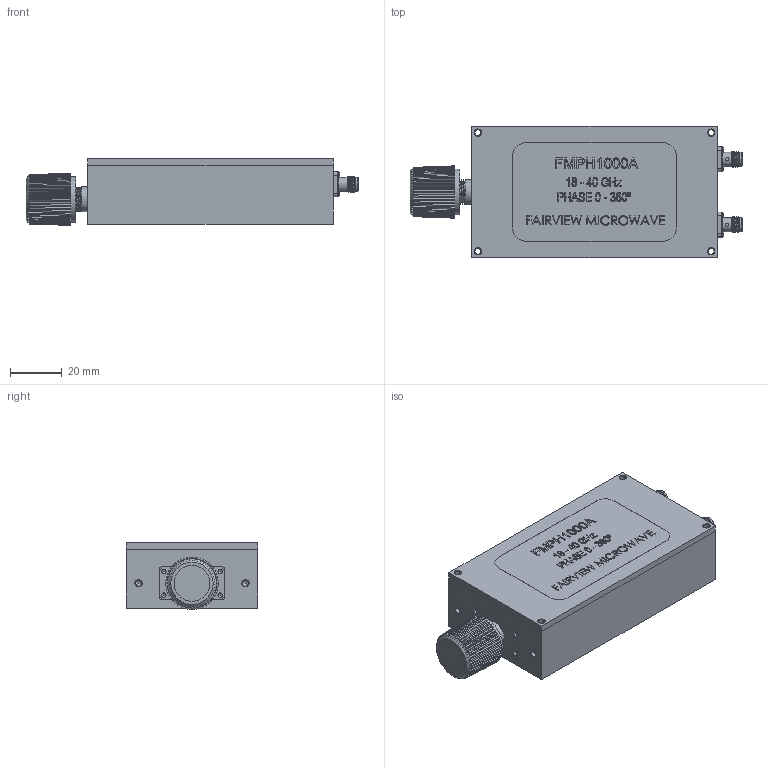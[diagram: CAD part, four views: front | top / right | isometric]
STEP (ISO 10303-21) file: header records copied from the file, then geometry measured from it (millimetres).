
FILE_DESCRIPTION (( 'STEP AP203' ), '1' );
FILE_NAME ('FMPH1000A_3D.step', '2021-04-08T15:58:18', ( '' ), ( '' ), 'SwSTEP 2.0', 'SolidWorks 2020', '' );
FILE_SCHEMA (( 'CONFIG_CONTROL_DESIGN' ));
Products named in the file (1): FMPH1000A_3D
Bounding box: 128.65 x 50.8 x 25.92 mm (x, y, z)
Volume: 129082.4 mm3; surface area: 21913 mm2
Topology: 2 solids, 10 shells, 1105 faces, 2889 edges, 1914 vertices
Faces by surface type: plane 712, bspline 206, cone 111, cylinder 74, torus 2
Full cylindrical faces by diameter (mm): 0.914 x2, 1.092 x8, 1.168 x2, 1.27 x1, 1.702 x4, 2.261 x6, 2.591 x8, 2.845 x10, 4.521 x2, 5.08 x2, 5.334 x4, 9.576 x2, 13.876 x1, 17.716 x1
Entity records: 47607 total; most frequent: CARTESIAN_POINT 22855, ORIENTED_EDGE 5564, DIRECTION 4041, EDGE_CURVE 2782, VERTEX_POINT 1883, VECTOR 1607, LINE 1607, EDGE_LOOP 1301
